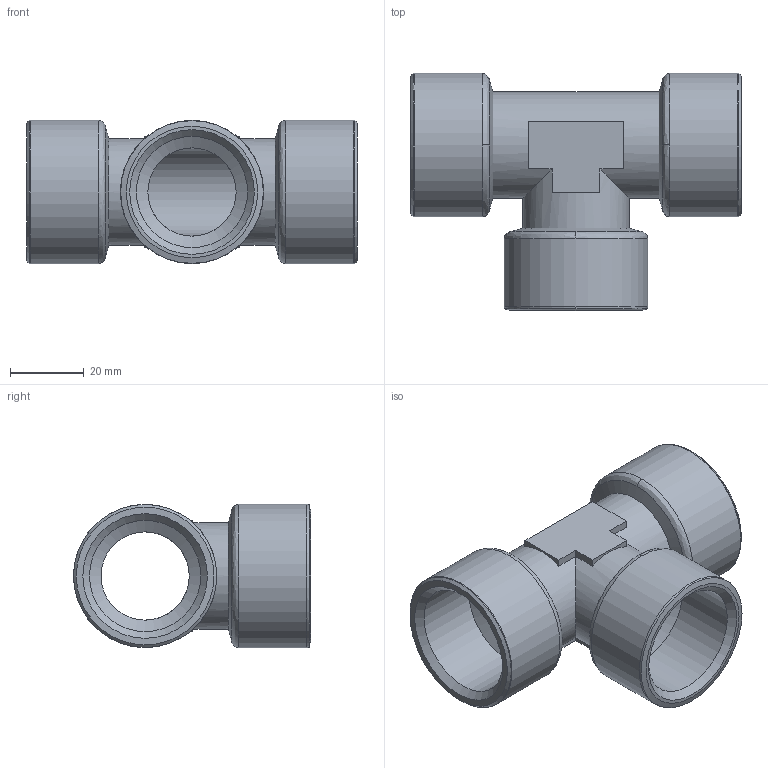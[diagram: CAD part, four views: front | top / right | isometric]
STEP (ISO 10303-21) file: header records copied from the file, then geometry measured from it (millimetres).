
FILE_DESCRIPTION(( 'RA.23.01.01.STEP' ), '1');
FILE_NAME( 'RA.23.01.01.STEP', '2018-11-09T15:46:59',( 'Sopra'),('sopra-pneumatic.com'), 'SwSTEP 2.0','SolidWorks 2009','' );
FILE_SCHEMA (( 'AUTOMOTIVE_DESIGN' ));
Length unit declared in the file: millimetre
Products named in the file (1): 0400000010900A
Bounding box: 90 x 64.5 x 39 mm (x, y, z)
Volume: 43293.7 mm3; surface area: 25618.8 mm2
Topology: 1 solids, 1 shells, 55 faces, 137 edges, 83 vertices
Faces by surface type: plane 21, cone 12, bspline 12, cylinder 10
Full cylindrical faces by diameter (mm): 24 x2, 29 x2, 30.291 x3, 39 x3
Entity records: 1610 total; most frequent: CARTESIAN_POINT 466, DIRECTION 226, ORIENTED_EDGE 212, EDGE_CURVE 106, AXIS2_PLACEMENT_3D 92, EDGE_LOOP 82, VERTEX_POINT 76, FACE_OUTER_BOUND 65
